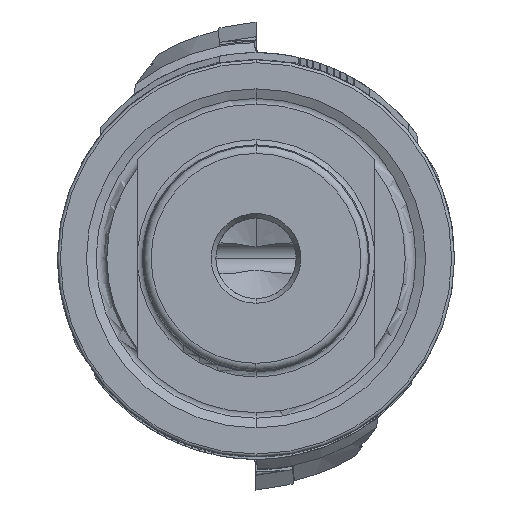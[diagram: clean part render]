
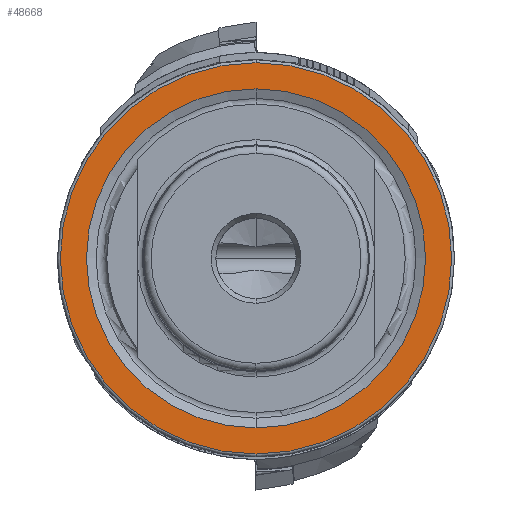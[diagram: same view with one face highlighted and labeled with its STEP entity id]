
A CAD part, left-side view. The second image highlights one B-rep face of the part: STEP entity #48668.
In plain terms, the highlighted planar face has unit normal (-1, 0, 0).
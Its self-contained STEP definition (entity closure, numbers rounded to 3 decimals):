
#746 = EDGE_CURVE ( 'NONE', #4903, #44742, #44383, .T. ) ;
#1866 = CIRCLE ( 'NONE', #28255, 20.7 ) ;
#2253 = CARTESIAN_POINT ( 'NONE',  ( 0., 17.932, 0. ) ) ;
#3485 = DIRECTION ( 'NONE',  ( -1., 0., 0. ) ) ;
#3493 = AXIS2_PLACEMENT_3D ( 'NONE', #2253, #18627, #47015 ) ;
#3589 = ORIENTED_EDGE ( 'NONE', *, *, #27309, .F. ) ;
#4903 = VERTEX_POINT ( 'NONE', #46008 ) ;
#6026 = DIRECTION ( 'NONE',  ( -1., 0., 0. ) ) ;
#7981 = EDGE_LOOP ( 'NONE', ( #15362, #3589 ) ) ;
#10145 = DIRECTION ( 'NONE',  ( -1., 0., 0. ) ) ;
#13857 = VERTEX_POINT ( 'NONE', #44238 ) ;
#15362 = ORIENTED_EDGE ( 'NONE', *, *, #746, .F. ) ;
#15950 = CARTESIAN_POINT ( 'NONE',  ( 0., 0., -20.7 ) ) ;
#17007 = FACE_OUTER_BOUND ( 'NONE', #28996, .T. ) ;
#18282 = FACE_BOUND ( 'NONE', #7981, .T. ) ;
#18627 = DIRECTION ( 'NONE',  ( 1., 0., 0. ) ) ;
#18865 = DIRECTION ( 'NONE',  ( 0., 0., 1. ) ) ;
#19480 = DIRECTION ( 'NONE',  ( -1., 0., 0. ) ) ;
#19713 = CARTESIAN_POINT ( 'NONE',  ( 0., 0., 0. ) ) ;
#20026 = CIRCLE ( 'NONE', #42049, 17.932 ) ;
#20245 = ORIENTED_EDGE ( 'NONE', *, *, #46499, .T. ) ;
#21490 = CIRCLE ( 'NONE', #25922, 20.7 ) ;
#22727 = VERTEX_POINT ( 'NONE', #15950 ) ;
#25922 = AXIS2_PLACEMENT_3D ( 'NONE', #30412, #6026, #34456 ) ;
#27309 = EDGE_CURVE ( 'NONE', #44742, #4903, #20026, .T. ) ;
#27760 = ORIENTED_EDGE ( 'NONE', *, *, #37877, .T. ) ;
#27833 = CARTESIAN_POINT ( 'NONE',  ( 0., 0., 0. ) ) ;
#28255 = AXIS2_PLACEMENT_3D ( 'NONE', #27833, #3485, #31905 ) ;
#28996 = EDGE_LOOP ( 'NONE', ( #27760, #20245 ) ) ;
#30412 = CARTESIAN_POINT ( 'NONE',  ( 0., 0., 0. ) ) ;
#30708 = PLANE ( 'NONE',  #3493 ) ;
#31905 = DIRECTION ( 'NONE',  ( 0., 0., 1. ) ) ;
#34456 = DIRECTION ( 'NONE',  ( 0., 0., 1. ) ) ;
#34463 = CARTESIAN_POINT ( 'NONE',  ( 0., 0., 0. ) ) ;
#37877 = EDGE_CURVE ( 'NONE', #13857, #22727, #21490, .T. ) ;
#38587 = DIRECTION ( 'NONE',  ( 0., 0., 1. ) ) ;
#42049 = AXIS2_PLACEMENT_3D ( 'NONE', #34463, #10145, #38587 ) ;
#44037 = CARTESIAN_POINT ( 'NONE',  ( 0., 0., -17.932 ) ) ;
#44238 = CARTESIAN_POINT ( 'NONE',  ( 0., 0., 20.7 ) ) ;
#44383 = CIRCLE ( 'NONE', #50270, 17.932 ) ;
#44742 = VERTEX_POINT ( 'NONE', #44037 ) ;
#46008 = CARTESIAN_POINT ( 'NONE',  ( 0., 0., 17.932 ) ) ;
#46499 = EDGE_CURVE ( 'NONE', #22727, #13857, #1866, .T. ) ;
#47015 = DIRECTION ( 'NONE',  ( 0., 0., -1. ) ) ;
#48668 = ADVANCED_FACE ( 'NONE', ( #18282, #17007 ), #30708, .F. ) ;
#50270 = AXIS2_PLACEMENT_3D ( 'NONE', #19713, #19480, #18865 ) ;
